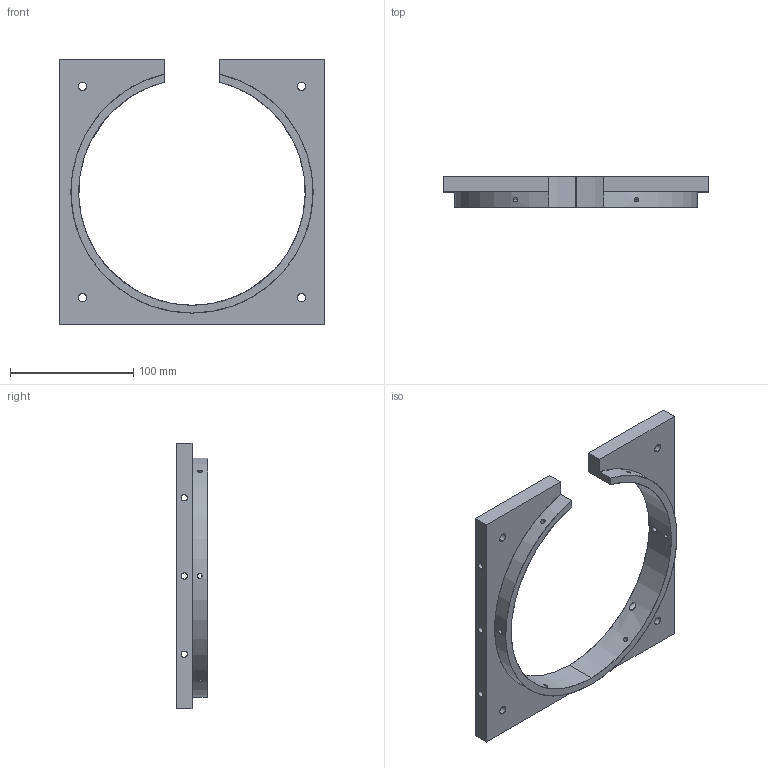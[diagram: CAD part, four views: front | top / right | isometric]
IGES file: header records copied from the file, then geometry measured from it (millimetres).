
Start section: SolidWorks IGES file using analytic representation for surfaces
Global section: file name: D1002560-v2_AdLIGO_AOS_SLC Damping Tube Top Plate.IGS; native system: SolidWorks 2010; preprocessor: SolidWorks 2010; author: mruiz; date: 111007.103012; units: inch
Bounding box: 215.9 x 25.4 x 215.9 mm (x, y, z)
Surface area: 74461 mm2 (no closed solid volume)
Topology: 0 solids, 0 shells, 45 faces, 1792 edges, 1792 vertices
Faces by surface type: revolution 35, bspline 10
